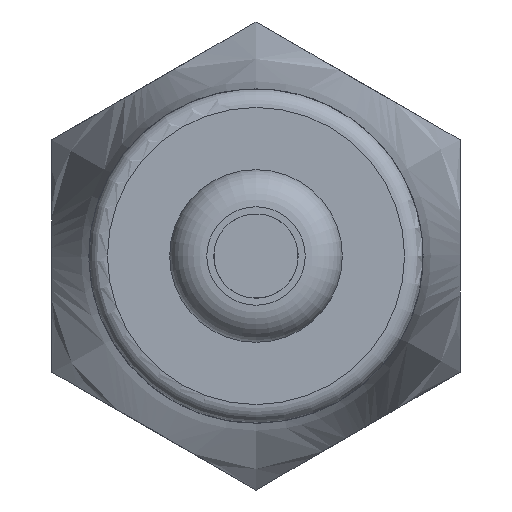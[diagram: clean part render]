
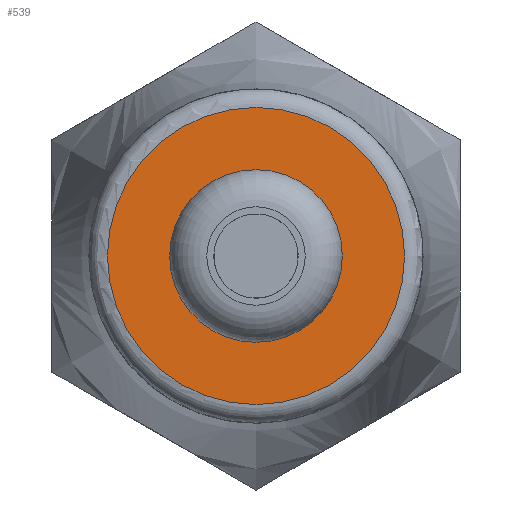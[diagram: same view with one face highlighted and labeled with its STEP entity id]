
A CAD part, front view. The second image highlights one B-rep face of the part: STEP entity #539.
In plain terms, the highlighted planar face has unit normal (0, -1, 0).
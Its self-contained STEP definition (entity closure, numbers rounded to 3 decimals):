
#539 = ADVANCED_FACE( '', ( #1164, #1165 ), #1166, .F. );
#1164 = FACE_BOUND( '', #1954, .T. );
#1165 = FACE_OUTER_BOUND( '', #1955, .T. );
#1166 = PLANE( '', #1956 );
#1954 = EDGE_LOOP( '', ( #3459 ) );
#1955 = EDGE_LOOP( '', ( #3460 ) );
#1956 = AXIS2_PLACEMENT_3D( '', #3461, #3462, #3463 );
#3459 = ORIENTED_EDGE( '', *, *, #3871, .F. );
#3460 = ORIENTED_EDGE( '', *, *, #3991, .T. );
#3461 = CARTESIAN_POINT( '', ( 0., -16.6, 0. ) );
#3462 = DIRECTION( '', ( 0., 1., 0. ) );
#3463 = DIRECTION( '', ( 0., 0., -1. ) );
#3871 = EDGE_CURVE( '', #4591, #4591, #4592, .T. );
#3991 = EDGE_CURVE( '', #4739, #4739, #4740, .F. );
#4591 = VERTEX_POINT( '', #6137 );
#4592 = CIRCLE( '', #6138, 4.65 );
#4739 = VERTEX_POINT( '', #6502 );
#4740 = CIRCLE( '', #6503, 8. );
#6137 = CARTESIAN_POINT( '', ( -4.65, -16.6, 0. ) );
#6138 = AXIS2_PLACEMENT_3D( '', #7022, #7023, #7024 );
#6502 = CARTESIAN_POINT( '', ( 0., -16.6, -8. ) );
#6503 = AXIS2_PLACEMENT_3D( '', #7131, #7132, #7133 );
#7022 = CARTESIAN_POINT( '', ( 0., -16.6, 0. ) );
#7023 = DIRECTION( '', ( 0., -1., 0. ) );
#7024 = DIRECTION( '', ( -1., 0., 0. ) );
#7131 = CARTESIAN_POINT( '', ( 0., -16.6, 0. ) );
#7132 = DIRECTION( '', ( 0., 1., 0. ) );
#7133 = DIRECTION( '', ( 0., 0., -1. ) );
